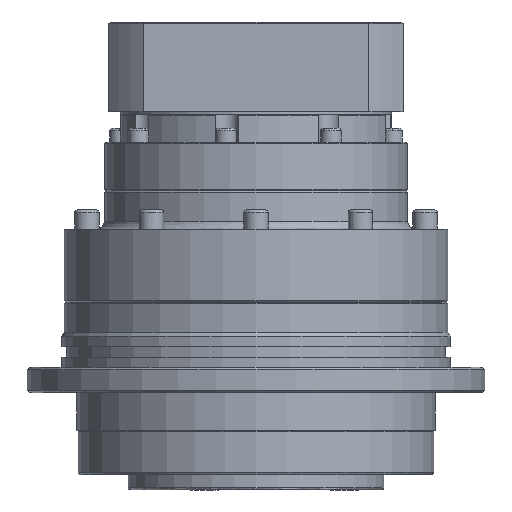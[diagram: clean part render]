
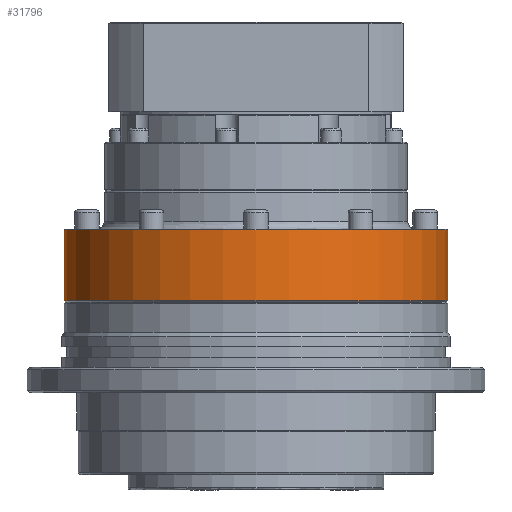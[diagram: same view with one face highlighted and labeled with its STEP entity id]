
A CAD part, front view. The second image highlights one B-rep face of the part: STEP entity #31796.
In plain terms, the highlighted cylindrical face has radius 75 mm (diameter 150 mm), a partial arc.
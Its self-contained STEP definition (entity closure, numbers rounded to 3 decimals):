
#666 = AXIS2_PLACEMENT_3D ( 'NONE', #21892, #27063, #16583 ) ;
#747 = LINE ( 'NONE', #25294, #33347 ) ;
#1340 = EDGE_CURVE ( 'NONE', #16030, #6897, #35515, .T. ) ;
#3073 = ORIENTED_EDGE ( 'NONE', *, *, #18817, .T. ) ;
#4306 = DIRECTION ( 'NONE',  ( 0., 0., -1. ) ) ;
#5467 = VERTEX_POINT ( 'NONE', #20864 ) ;
#6618 = EDGE_LOOP ( 'NONE', ( #7208, #28923, #3073, #32082 ) ) ;
#6712 = VECTOR ( 'NONE', #4306, 1000. ) ;
#6897 = VERTEX_POINT ( 'NONE', #33920 ) ;
#7208 = ORIENTED_EDGE ( 'NONE', *, *, #23990, .F. ) ;
#8812 = AXIS2_PLACEMENT_3D ( 'NONE', #32038, #15823, #34847 ) ;
#8817 = AXIS2_PLACEMENT_3D ( 'NONE', #12386, #12268, #12145 ) ;
#12145 = DIRECTION ( 'NONE',  ( 0., 1., 0. ) ) ;
#12268 = DIRECTION ( 'NONE',  ( 0., 0., -1. ) ) ;
#12386 = CARTESIAN_POINT ( 'NONE',  ( 0., 0., 39.5 ) ) ;
#13296 = CYLINDRICAL_SURFACE ( 'NONE', #666, 75. ) ;
#15823 = DIRECTION ( 'NONE',  ( 0., 0., -1. ) ) ;
#16030 = VERTEX_POINT ( 'NONE', #33511 ) ;
#16583 = DIRECTION ( 'NONE',  ( -1., 0., 0. ) ) ;
#18817 = EDGE_CURVE ( 'NONE', #28741, #6897, #747, .T. ) ;
#20712 = CARTESIAN_POINT ( 'NONE',  ( 75., 0., 48.5 ) ) ;
#20864 = CARTESIAN_POINT ( 'NONE',  ( 75., 0., 67.2 ) ) ;
#20959 = EDGE_CURVE ( 'NONE', #5467, #28741, #26516, .T. ) ;
#21261 = LINE ( 'NONE', #20712, #6712 ) ;
#21892 = CARTESIAN_POINT ( 'NONE',  ( 0., 0., 48.5 ) ) ;
#23990 = EDGE_CURVE ( 'NONE', #5467, #16030, #21261, .T. ) ;
#25186 = DIRECTION ( 'NONE',  ( 0., 0., -1. ) ) ;
#25294 = CARTESIAN_POINT ( 'NONE',  ( -75., 0., 48.5 ) ) ;
#25982 = CARTESIAN_POINT ( 'NONE',  ( -75., 0., 67.2 ) ) ;
#26516 = CIRCLE ( 'NONE', #8812, 75. ) ;
#27063 = DIRECTION ( 'NONE',  ( 0., 0., -1. ) ) ;
#28741 = VERTEX_POINT ( 'NONE', #25982 ) ;
#28923 = ORIENTED_EDGE ( 'NONE', *, *, #20959, .T. ) ;
#30205 = FACE_OUTER_BOUND ( 'NONE', #6618, .T. ) ;
#31796 = ADVANCED_FACE ( 'NONE', ( #30205 ), #13296, .T. ) ;
#32038 = CARTESIAN_POINT ( 'NONE',  ( 0., 0., 67.2 ) ) ;
#32082 = ORIENTED_EDGE ( 'NONE', *, *, #1340, .F. ) ;
#33347 = VECTOR ( 'NONE', #25186, 1000. ) ;
#33511 = CARTESIAN_POINT ( 'NONE',  ( 75., 0., 39.5 ) ) ;
#33920 = CARTESIAN_POINT ( 'NONE',  ( -75., 0., 39.5 ) ) ;
#34847 = DIRECTION ( 'NONE',  ( -1., 0., 0. ) ) ;
#35515 = CIRCLE ( 'NONE', #8817, 75. ) ;
